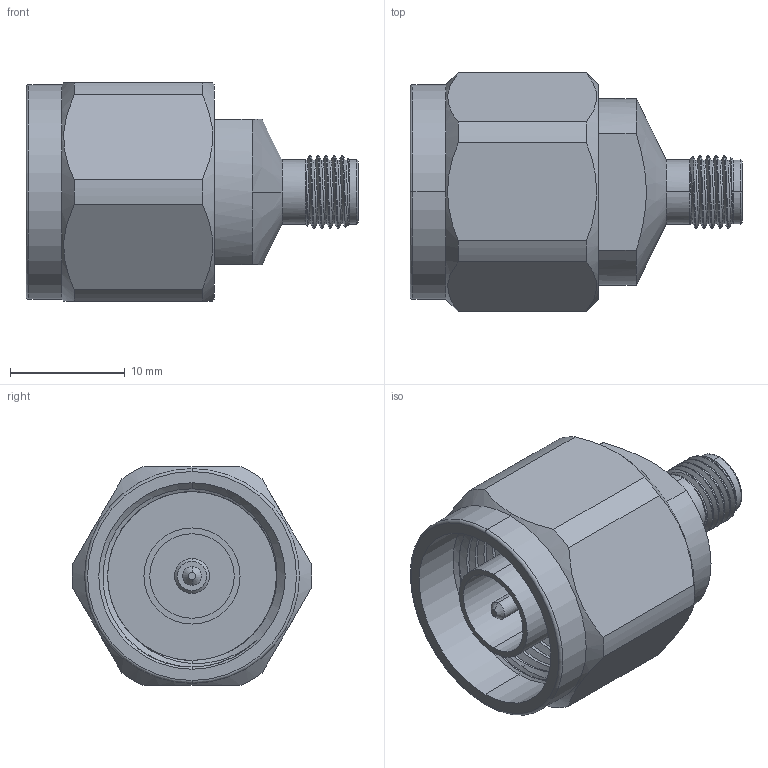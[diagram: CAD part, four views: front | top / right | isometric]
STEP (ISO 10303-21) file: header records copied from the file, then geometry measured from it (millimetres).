
FILE_DESCRIPTION (( 'STEP AP203' ), '1' );
FILE_NAME ('LCAD91339_3D.STEP', '2022-08-23T22:31:15', ( '' ), ( '' ), 'SwSTEP 2.0', 'SolidWorks 2021', '' );
FILE_SCHEMA (( 'CONFIG_CONTROL_DESIGN' ));
Length unit declared in the file: inch
Products named in the file (1): LCAD91339_3D
Bounding box: 28.96 x 20.87 x 19.05 mm (x, y, z)
Volume: 4301.6 mm3; surface area: 3038.8 mm2
Topology: 1 solids, 1 shells, 112 faces, 283 edges, 181 vertices
Faces by surface type: cylinder 52, plane 26, cone 24, bspline 6, torus 4
Entity records: 5571 total; most frequent: CARTESIAN_POINT 2975, ORIENTED_EDGE 566, DIRECTION 492, EDGE_CURVE 283, AXIS2_PLACEMENT_3D 198, VERTEX_POINT 181, EDGE_LOOP 120, ADVANCED_FACE 112
